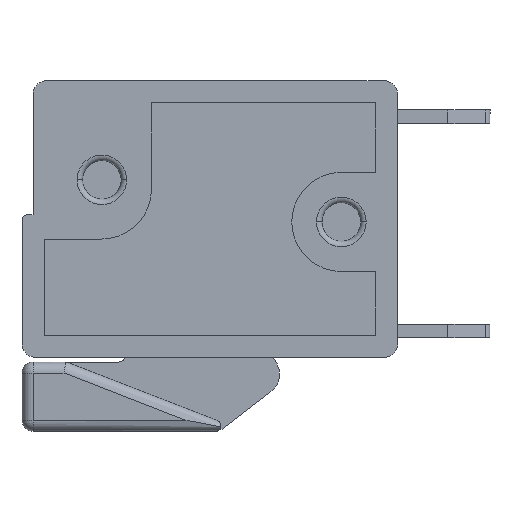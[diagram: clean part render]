
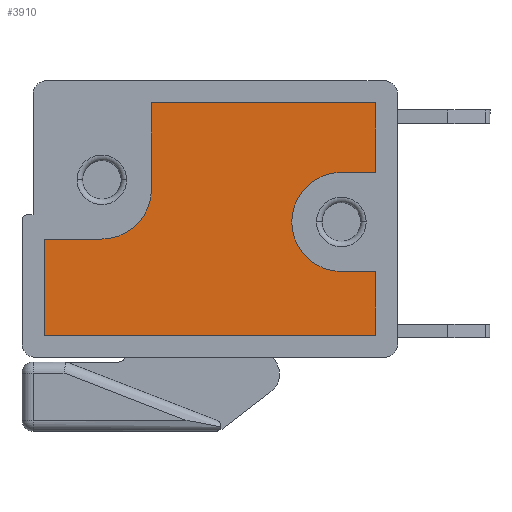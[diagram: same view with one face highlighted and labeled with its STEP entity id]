
A CAD part, left-side view. The second image highlights one B-rep face of the part: STEP entity #3910.
In plain terms, the highlighted face is planar.
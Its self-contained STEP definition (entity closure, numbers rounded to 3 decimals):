
#39 = LINE ( 'NONE', #2704, #8142 ) ;
#141 = ORIENTED_EDGE ( 'NONE', *, *, #7535, .T. ) ;
#157 = AXIS2_PLACEMENT_3D ( 'NONE', #2467, #2463, #2418 ) ;
#255 = LINE ( 'NONE', #630, #3364 ) ;
#280 = EDGE_CURVE ( 'NONE', #390, #3655, #4868, .T. ) ;
#283 = ORIENTED_EDGE ( 'NONE', *, *, #2388, .T. ) ;
#329 = DIRECTION ( 'NONE',  ( -1., 0., 0. ) ) ;
#382 = AXIS2_PLACEMENT_3D ( 'NONE', #1586, #1575, #1567 ) ;
#390 = VERTEX_POINT ( 'NONE', #1293 ) ;
#497 = DIRECTION ( 'NONE',  ( 0., -1., 0. ) ) ;
#549 = CARTESIAN_POINT ( 'NONE',  ( 6.025, 4.225, -5.02 ) ) ;
#568 = CARTESIAN_POINT ( 'NONE',  ( 6.025, -4.225, -5.02 ) ) ;
#620 = CARTESIAN_POINT ( 'NONE',  ( -3.925, 0.725, -5.02 ) ) ;
#630 = CARTESIAN_POINT ( 'NONE',  ( 6.025, -1.695, -5.02 ) ) ;
#843 = EDGE_CURVE ( 'NONE', #6968, #5337, #39, .T. ) ;
#999 = DIRECTION ( 'NONE',  ( 1., 0., 0. ) ) ;
#1000 = CARTESIAN_POINT ( 'NONE',  ( 6.025, 1.905, -5.02 ) ) ;
#1034 = CARTESIAN_POINT ( 'NONE',  ( -6.025, 4.225, -5.02 ) ) ;
#1048 = LINE ( 'NONE', #6819, #2596 ) ;
#1163 = DIRECTION ( 'NONE',  ( 0., -1., 0. ) ) ;
#1219 = VERTEX_POINT ( 'NONE', #7101 ) ;
#1240 = VERTEX_POINT ( 'NONE', #2991 ) ;
#1293 = CARTESIAN_POINT ( 'NONE',  ( -2.125, -4.225, -5.02 ) ) ;
#1567 = DIRECTION ( 'NONE',  ( -1., 0., 0. ) ) ;
#1575 = DIRECTION ( 'NONE',  ( 0., 0., 1. ) ) ;
#1586 = CARTESIAN_POINT ( 'NONE',  ( 4.775, 0.105, -5.02 ) ) ;
#1692 = CARTESIAN_POINT ( 'NONE',  ( 2.975, 0.105, -5.02 ) ) ;
#1727 = EDGE_LOOP ( 'NONE', ( #6955, #3233, #5316, #3513, #283, #4907, #7981, #5100, #141, #2544, #2512, #1741 ) ) ;
#1741 = ORIENTED_EDGE ( 'NONE', *, *, #280, .T. ) ;
#1868 = EDGE_CURVE ( 'NONE', #3655, #1219, #8093, .T. ) ;
#1978 = DIRECTION ( 'NONE',  ( -1., 0., 0. ) ) ;
#2028 = DIRECTION ( 'NONE',  ( 0., 0., 1. ) ) ;
#2048 = FACE_OUTER_BOUND ( 'NONE', #1727, .T. ) ;
#2055 = CARTESIAN_POINT ( 'NONE',  ( 4.775, 0.105, -5.02 ) ) ;
#2283 = VERTEX_POINT ( 'NONE', #2966 ) ;
#2284 = CARTESIAN_POINT ( 'NONE',  ( -6.025, 0.725, -5.02 ) ) ;
#2388 = EDGE_CURVE ( 'NONE', #7058, #6968, #7986, .T. ) ;
#2418 = DIRECTION ( 'NONE',  ( -1., 0., 0. ) ) ;
#2463 = DIRECTION ( 'NONE',  ( 0., 0., 1. ) ) ;
#2467 = CARTESIAN_POINT ( 'NONE',  ( -3.925, -1.075, -5.02 ) ) ;
#2512 = ORIENTED_EDGE ( 'NONE', *, *, #3217, .T. ) ;
#2544 = ORIENTED_EDGE ( 'NONE', *, *, #5069, .T. ) ;
#2587 = LINE ( 'NONE', #620, #7569 ) ;
#2596 = VECTOR ( 'NONE', #6674, 1000. ) ;
#2604 = VECTOR ( 'NONE', #999, 1000. ) ;
#2628 = CARTESIAN_POINT ( 'NONE',  ( -2.125, -1.075, -5.02 ) ) ;
#2677 = DIRECTION ( 'NONE',  ( -1., 0., 0. ) ) ;
#2704 = CARTESIAN_POINT ( 'NONE',  ( 6.025, 1.905, -5.02 ) ) ;
#2935 = DIRECTION ( 'NONE',  ( 0., 0., -1. ) ) ;
#2966 = CARTESIAN_POINT ( 'NONE',  ( 6.025, -4.225, -5.02 ) ) ;
#2982 = PLANE ( 'NONE',  #5886 ) ;
#2991 = CARTESIAN_POINT ( 'NONE',  ( 4.775, -1.695, -5.02 ) ) ;
#3217 = EDGE_CURVE ( 'NONE', #2283, #390, #7683, .T. ) ;
#3233 = ORIENTED_EDGE ( 'NONE', *, *, #8181, .T. ) ;
#3235 = VECTOR ( 'NONE', #6608, 1000. ) ;
#3364 = VECTOR ( 'NONE', #497, 1000. ) ;
#3513 = ORIENTED_EDGE ( 'NONE', *, *, #3755, .T. ) ;
#3609 = DIRECTION ( 'NONE',  ( -1., 0., 0. ) ) ;
#3655 = VERTEX_POINT ( 'NONE', #2628 ) ;
#3711 = EDGE_CURVE ( 'NONE', #5000, #1240, #6577, .T. ) ;
#3755 = EDGE_CURVE ( 'NONE', #4198, #7058, #7761, .T. ) ;
#3869 = AXIS2_PLACEMENT_3D ( 'NONE', #2055, #2028, #1978 ) ;
#3892 = CARTESIAN_POINT ( 'NONE',  ( 6.025, -1.695, -5.02 ) ) ;
#3910 = ADVANCED_FACE ( 'NONE', ( #2048 ), #2982, .T. ) ;
#4198 = VERTEX_POINT ( 'NONE', #4199 ) ;
#4199 = CARTESIAN_POINT ( 'NONE',  ( -6.025, 4.225, -5.02 ) ) ;
#4779 = VECTOR ( 'NONE', #7641, 1000. ) ;
#4833 = CARTESIAN_POINT ( 'NONE',  ( 6.025, 4.225, -5.02 ) ) ;
#4868 = LINE ( 'NONE', #7160, #4779 ) ;
#4907 = ORIENTED_EDGE ( 'NONE', *, *, #843, .T. ) ;
#5000 = VERTEX_POINT ( 'NONE', #1692 ) ;
#5005 = VECTOR ( 'NONE', #1163, 1000. ) ;
#5069 = EDGE_CURVE ( 'NONE', #6101, #2283, #255, .T. ) ;
#5100 = ORIENTED_EDGE ( 'NONE', *, *, #3711, .T. ) ;
#5316 = ORIENTED_EDGE ( 'NONE', *, *, #6450, .T. ) ;
#5337 = VERTEX_POINT ( 'NONE', #8048 ) ;
#5700 = CARTESIAN_POINT ( 'NONE',  ( -3.925, -1.075, -5.02 ) ) ;
#5709 = CIRCLE ( 'NONE', #3869, 1.8 ) ;
#5886 = AXIS2_PLACEMENT_3D ( 'NONE', #5700, #2935, #3609 ) ;
#6101 = VERTEX_POINT ( 'NONE', #3892 ) ;
#6450 = EDGE_CURVE ( 'NONE', #6830, #4198, #8147, .T. ) ;
#6577 = CIRCLE ( 'NONE', #382, 1.8 ) ;
#6608 = DIRECTION ( 'NONE',  ( 0., 1., 0. ) ) ;
#6657 = CARTESIAN_POINT ( 'NONE',  ( -6.025, 0.725, -5.02 ) ) ;
#6674 = DIRECTION ( 'NONE',  ( 1., 0., 0. ) ) ;
#6819 = CARTESIAN_POINT ( 'NONE',  ( 4.775, -1.695, -5.02 ) ) ;
#6830 = VERTEX_POINT ( 'NONE', #2284 ) ;
#6861 = DIRECTION ( 'NONE',  ( -1., 0., 0. ) ) ;
#6955 = ORIENTED_EDGE ( 'NONE', *, *, #1868, .T. ) ;
#6968 = VERTEX_POINT ( 'NONE', #1000 ) ;
#7058 = VERTEX_POINT ( 'NONE', #549 ) ;
#7101 = CARTESIAN_POINT ( 'NONE',  ( -3.925, 0.725, -5.02 ) ) ;
#7160 = CARTESIAN_POINT ( 'NONE',  ( -2.125, -4.225, -5.02 ) ) ;
#7502 = VECTOR ( 'NONE', #329, 1000. ) ;
#7535 = EDGE_CURVE ( 'NONE', #1240, #6101, #1048, .T. ) ;
#7569 = VECTOR ( 'NONE', #6861, 1000. ) ;
#7641 = DIRECTION ( 'NONE',  ( 0., 1., 0. ) ) ;
#7683 = LINE ( 'NONE', #568, #7502 ) ;
#7761 = LINE ( 'NONE', #1034, #2604 ) ;
#7870 = EDGE_CURVE ( 'NONE', #5337, #5000, #5709, .T. ) ;
#7981 = ORIENTED_EDGE ( 'NONE', *, *, #7870, .T. ) ;
#7986 = LINE ( 'NONE', #4833, #5005 ) ;
#8048 = CARTESIAN_POINT ( 'NONE',  ( 4.775, 1.905, -5.02 ) ) ;
#8093 = CIRCLE ( 'NONE', #157, 1.8 ) ;
#8142 = VECTOR ( 'NONE', #2677, 1000. ) ;
#8147 = LINE ( 'NONE', #6657, #3235 ) ;
#8181 = EDGE_CURVE ( 'NONE', #1219, #6830, #2587, .T. ) ;
